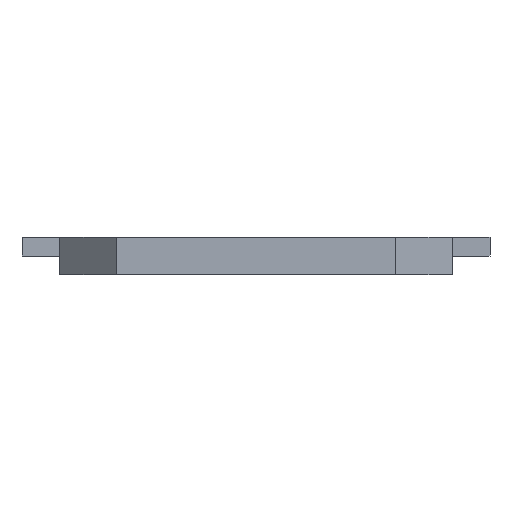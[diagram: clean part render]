
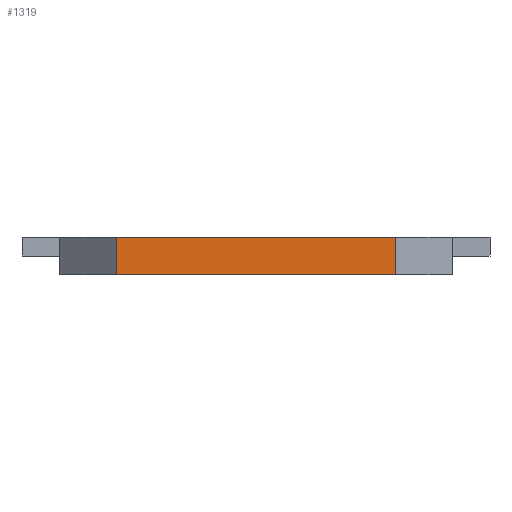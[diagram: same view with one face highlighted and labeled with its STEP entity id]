
A CAD part, front view. The second image highlights one B-rep face of the part: STEP entity #1319.
In plain terms, the highlighted planar face has unit normal (0, -1, 0).
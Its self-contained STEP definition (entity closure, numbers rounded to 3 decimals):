
#68=PLANE('',#1469);
#131=FACE_OUTER_BOUND('',#213,.T.);
#213=EDGE_LOOP('',(#1145,#1146,#1147,#1148));
#277=LINE('',#2023,#401);
#303=LINE('',#2099,#427);
#344=LINE('',#2221,#468);
#345=LINE('',#2223,#469);
#401=VECTOR('',#1638,10.);
#427=VECTOR('',#1708,10.);
#468=VECTOR('',#1835,10.);
#469=VECTOR('',#1838,10.);
#593=VERTEX_POINT('',#2020);
#594=VERTEX_POINT('',#2022);
#622=VERTEX_POINT('',#2097);
#660=VERTEX_POINT('',#2219);
#741=EDGE_CURVE('',#593,#594,#277,.T.);
#779=EDGE_CURVE('',#622,#593,#303,.T.);
#841=EDGE_CURVE('',#622,#660,#344,.T.);
#842=EDGE_CURVE('',#660,#594,#345,.T.);
#1145=ORIENTED_EDGE('',*,*,#779,.F.);
#1146=ORIENTED_EDGE('',*,*,#841,.T.);
#1147=ORIENTED_EDGE('',*,*,#842,.T.);
#1148=ORIENTED_EDGE('',*,*,#741,.F.);
#1319=ADVANCED_FACE('',(#131),#68,.T.);
#1469=AXIS2_PLACEMENT_3D('',#2222,#1836,#1837);
#1638=DIRECTION('',(0.,0.,1.));
#1708=DIRECTION('',(-1.,0.,0.));
#1835=DIRECTION('',(0.,0.,1.));
#1836=DIRECTION('center_axis',(0.,-1.,0.));
#1837=DIRECTION('ref_axis',(1.,0.,0.));
#1838=DIRECTION('',(-1.,0.,0.));
#2020=CARTESIAN_POINT('',(-18.5,-22.5,0.));
#2022=CARTESIAN_POINT('',(-18.5,-22.5,5.));
#2023=CARTESIAN_POINT('',(-18.5,-22.5,0.));
#2097=CARTESIAN_POINT('',(18.5,-22.5,0.));
#2099=CARTESIAN_POINT('',(31.,-22.5,0.));
#2219=CARTESIAN_POINT('',(18.5,-22.5,5.));
#2221=CARTESIAN_POINT('',(18.5,-22.5,0.));
#2222=CARTESIAN_POINT('Origin',(0.,-22.5,0.));
#2223=CARTESIAN_POINT('',(31.,-22.5,5.));
